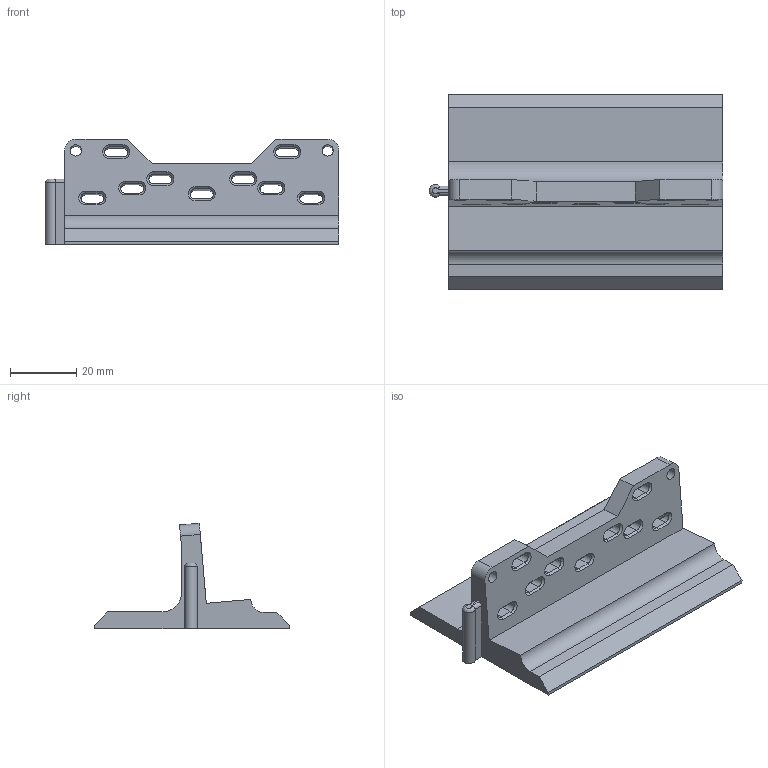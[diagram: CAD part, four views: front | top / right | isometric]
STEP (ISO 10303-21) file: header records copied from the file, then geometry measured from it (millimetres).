
FILE_DESCRIPTION(/* description */ ('','CAx-IF Rec.Pracs.---Representation and Presentation of Product Manufacturing Information (PMI)---4.0---2014-10-13'),/* implementation_level */ '2;1');
FILE_NAME(/* name */ '20-segment-stand-middle.step',/* time_stamp */ '2024-12-21T20:38:52-05:00',/* author */ (''),/* organization */ (''),/* preprocessor_version */ 'ST-DEVELOPER v20',/* originating_system */ 'Autodesk Translation Framework v13.20.0.188',/* authorisation */ '');
FILE_SCHEMA (('AP242_MANAGED_MODEL_BASED_3D_ENGINEERING_MIM_LF { 1 0 10303 442 1 1 4 }'));
Length unit declared in the file: millimetre
Products named in the file (2): 20-segment-v2; Holder
Assembly tree (1 placements, depth 2):
  20-segment-v2
    Holder
Bounding box: 88.64 x 58.94 x 31.83 mm (x, y, z)
Volume: 39147.4 mm3; surface area: 15886.4 mm2
Topology: 1 solids, 1 shells, 108 faces, 279 edges, 173 vertices
Faces by surface type: plane 61, cylinder 28, cone 18, bspline 1
Full cylindrical faces by diameter (mm): 3.4 x2
Entity records: 3428 total; most frequent: CARTESIAN_POINT 656, DIRECTION 569, ORIENTED_EDGE 558, EDGE_CURVE 279, LINE 203, VECTOR 203, AXIS2_PLACEMENT_3D 183, VERTEX_POINT 173
